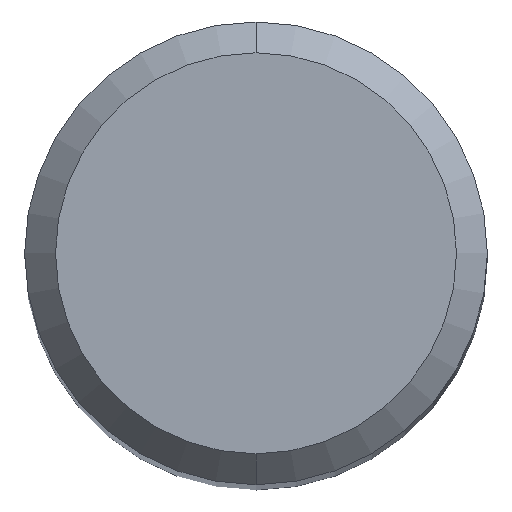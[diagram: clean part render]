
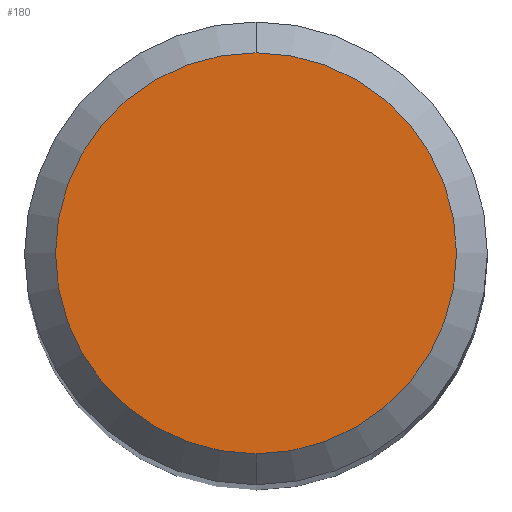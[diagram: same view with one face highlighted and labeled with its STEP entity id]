
A CAD part, top view. The second image highlights one B-rep face of the part: STEP entity #180.
In plain terms, the highlighted planar face has unit normal (0, 0, 1).
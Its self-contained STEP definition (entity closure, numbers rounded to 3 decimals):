
#106=EDGE_CURVE('',#134,#202,#271,.T.);
#134=VERTEX_POINT('',#306);
#180=ADVANCED_FACE('',(#355),#356,.T.);
#202=VERTEX_POINT('',#380);
#210=EDGE_CURVE('',#202,#134,#389,.T.);
#271=CIRCLE('',#448,2.6);
#306=CARTESIAN_POINT('',(0.0,2.6,0.0));
#355=FACE_OUTER_BOUND('',#549,.T.);
#356=PLANE('',#550);
#380=CARTESIAN_POINT('',(0.,-2.6,0.0));
#389=CIRCLE('',#593,2.6);
#448=AXIS2_PLACEMENT_3D('',#653,#654,#655);
#549=EDGE_LOOP('',(#759,#760));
#550=AXIS2_PLACEMENT_3D('',#761,#762,#763);
#593=AXIS2_PLACEMENT_3D('',#803,#804,#805);
#653=CARTESIAN_POINT('',(0.0,0.0,0.0));
#654=DIRECTION('',(0.0,0.0,-1.0));
#655=DIRECTION('',(0.0,1.0,0.0));
#759=ORIENTED_EDGE('',*,*,#106,.F.);
#760=ORIENTED_EDGE('',*,*,#210,.F.);
#761=CARTESIAN_POINT('',(0.0,1.3,0.0));
#762=DIRECTION('',(-0.0,0.0,1.0));
#763=DIRECTION('',(0.0,-1.0,0.0));
#803=CARTESIAN_POINT('',(0.0,0.0,0.0));
#804=DIRECTION('',(0.0,0.0,-1.0));
#805=DIRECTION('',(0.0,1.0,0.0));
